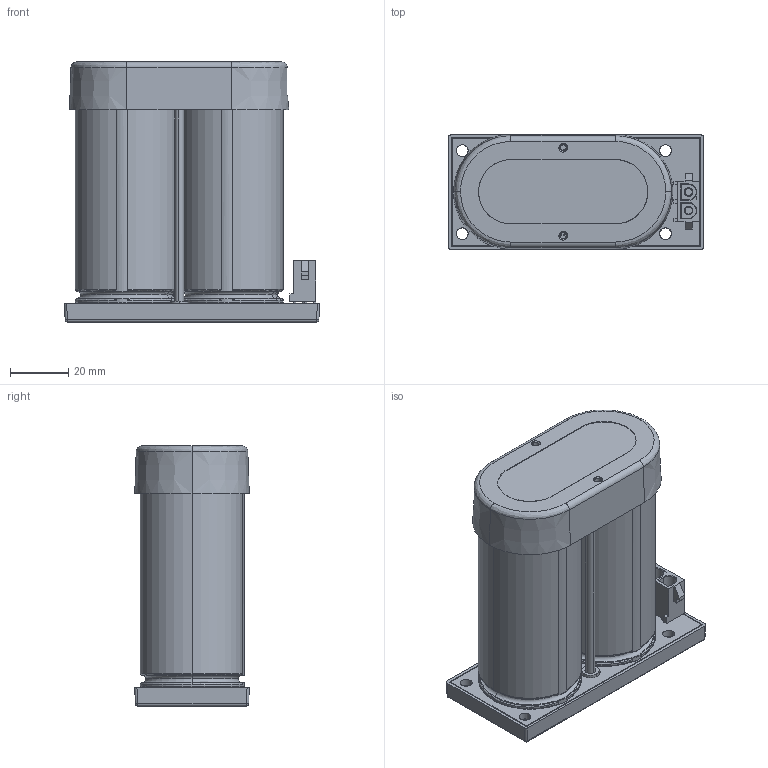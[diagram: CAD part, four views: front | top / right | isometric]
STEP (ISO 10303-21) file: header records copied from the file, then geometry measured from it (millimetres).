
FILE_DESCRIPTION (( 'STEP AP214' ), '1' );
FILE_NAME ('16770.STEP', '2011-08-08T19:11:11', ( 'Vicor Employee' ), ( 'Vicor Corporation' ), 'SwSTEP 2.0', 'SolidWorks 2011', '' );
FILE_SCHEMA (( 'AUTOMOTIVE_DESIGN' ));
Length unit declared in the file: inch
Products named in the file (1): 16770
Bounding box: 87.63 x 39.37 x 89.38 mm (x, y, z)
Volume: 183421.8 mm3; surface area: 51554.4 mm2
Topology: 1 solids, 17 shells, 596 faces, 1482 edges, 959 vertices
Faces by surface type: plane 292, cylinder 119, cone 101, torus 60, bspline 24
Entity records: 28016 total; most frequent: CARTESIAN_POINT 6027, ORIENTED_EDGE 2964, DIRECTION 2952, EDGE_CURVE 1482, AXIS2_PLACEMENT_3D 1098, VERTEX_POINT 959, VECTOR 756, LINE 756
